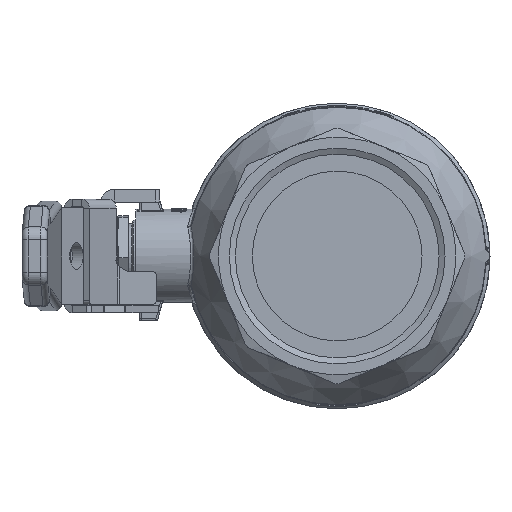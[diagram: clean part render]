
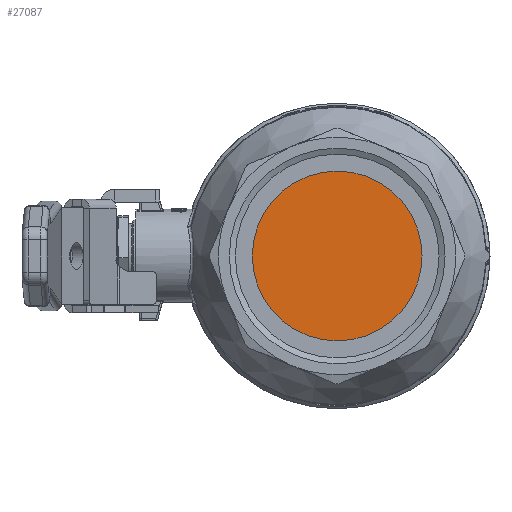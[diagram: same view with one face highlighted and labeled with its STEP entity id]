
A CAD part, left-side view. The second image highlights one B-rep face of the part: STEP entity #27087.
In plain terms, the highlighted planar face has unit normal (-1, 0, 0).
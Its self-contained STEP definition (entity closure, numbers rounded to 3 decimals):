
#2672=PLANE('',#28640);
#4125=FACE_OUTER_BOUND('',#5701,.T.);
#5701=EDGE_LOOP('',(#23967));
#9799=CIRCLE('',#27321,23.6);
#10382=VERTEX_POINT('',#34621);
#12938=EDGE_CURVE('',#10382,#10382,#9799,.T.);
#23967=ORIENTED_EDGE('',*,*,#12938,.F.);
#27087=ADVANCED_FACE('',(#4125),#2672,.T.);
#27321=AXIS2_PLACEMENT_3D('',#34623,#29222,#29223);
#28640=AXIS2_PLACEMENT_3D('',#54083,#33707,#33708);
#29222=DIRECTION('center_axis',(1.,0.,0.));
#29223=DIRECTION('ref_axis',(0.,-1.,0.));
#33707=DIRECTION('center_axis',(-1.,0.,0.));
#33708=DIRECTION('ref_axis',(0.,0.,1.));
#34621=CARTESIAN_POINT('',(-34.453,23.6,0.));
#34623=CARTESIAN_POINT('Origin',(-34.453,0.,0.));
#54083=CARTESIAN_POINT('Origin',(-34.453,0.,0.));
